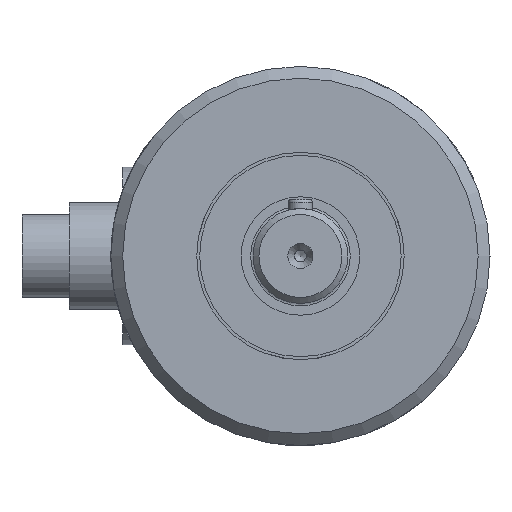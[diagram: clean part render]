
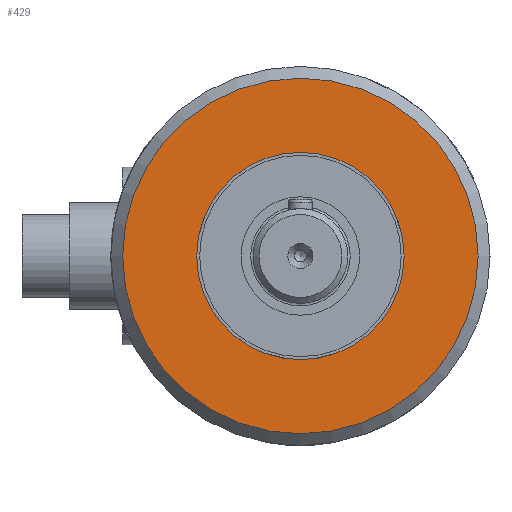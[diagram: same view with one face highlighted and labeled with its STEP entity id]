
A CAD part, left-side view. The second image highlights one B-rep face of the part: STEP entity #429.
In plain terms, the highlighted face is planar.
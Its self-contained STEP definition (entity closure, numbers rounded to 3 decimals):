
#429 = ADVANCED_FACE( '', ( #794, #795 ), #796, .T. );
#794 = FACE_OUTER_BOUND( '', #1164, .T. );
#795 = FACE_BOUND( '', #1165, .T. );
#796 = PLANE( '', #1166 );
#1164 = EDGE_LOOP( '', ( #1816 ) );
#1165 = EDGE_LOOP( '', ( #1817 ) );
#1166 = AXIS2_PLACEMENT_3D( '', #1818, #1819, #1820 );
#1816 = ORIENTED_EDGE( '', *, *, #2005, .T. );
#1817 = ORIENTED_EDGE( '', *, *, #1985, .T. );
#1818 = CARTESIAN_POINT( '', ( 14., 0., 16. ) );
#1819 = DIRECTION( '', ( 1., 0., 0. ) );
#1820 = DIRECTION( '', ( 0., 0., -1. ) );
#1985 = EDGE_CURVE( '', #2537, #2537, #2538, .T. );
#2005 = EDGE_CURVE( '', #2572, #2572, #2573, .T. );
#2537 = VERTEX_POINT( '', #2996 );
#2538 = CIRCLE( '', #2997, 8.75 );
#2572 = VERTEX_POINT( '', #3188 );
#2573 = CIRCLE( '', #3189, 15. );
#2996 = CARTESIAN_POINT( '', ( 14., 0., 8.75 ) );
#2997 = AXIS2_PLACEMENT_3D( '', #4030, #4031, #4032 );
#3188 = CARTESIAN_POINT( '', ( 14., 0., -15. ) );
#3189 = AXIS2_PLACEMENT_3D( '', #4056, #4057, #4058 );
#4030 = CARTESIAN_POINT( '', ( 14., 0., 0. ) );
#4031 = DIRECTION( '', ( -1., 0., 0. ) );
#4032 = DIRECTION( '', ( 0., 0., 1. ) );
#4056 = CARTESIAN_POINT( '', ( 14., 0., 0. ) );
#4057 = DIRECTION( '', ( 1., 0., 0. ) );
#4058 = DIRECTION( '', ( 0., 0., -1. ) );
